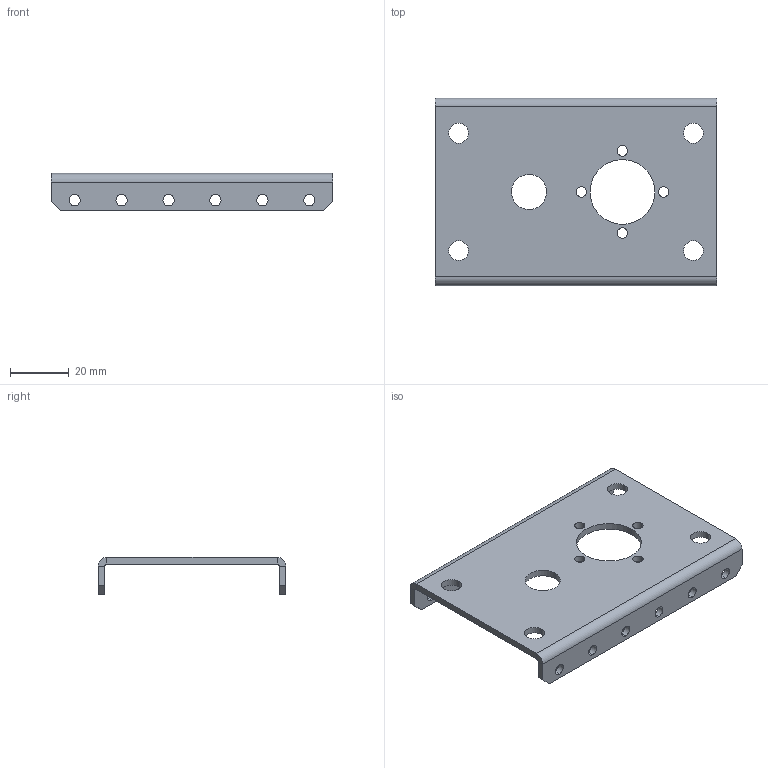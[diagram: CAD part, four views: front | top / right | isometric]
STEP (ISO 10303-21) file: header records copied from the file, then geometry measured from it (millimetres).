
FILE_DESCRIPTION (( 'STEP AP214' ), '1' );
FILE_NAME ('am-3475 PicoBox MEO Plate Rev2.STEP', '2017-12-28T16:26:17', ( '' ), ( '' ), 'SwSTEP 2.0', 'SolidWorks 2017', '' );
FILE_SCHEMA (( 'AUTOMOTIVE_DESIGN' ));
Length unit declared in the file: inch
Products named in the file (1): am-3475 PicoBox MEO Plate Rev2
Bounding box: 96 x 64 x 12.7 mm (x, y, z)
Volume: 16353 mm3; surface area: 15978.5 mm2
Topology: 1 solids, 1 shells, 70 faces, 188 edges, 120 vertices
Faces by surface type: cylinder 48, plane 22
Entity records: 2348 total; most frequent: DIRECTION 426, CARTESIAN_POINT 379, ORIENTED_EDGE 376, EDGE_CURVE 188, AXIS2_PLACEMENT_3D 167, VERTEX_POINT 120, EDGE_LOOP 114, CIRCLE 96
